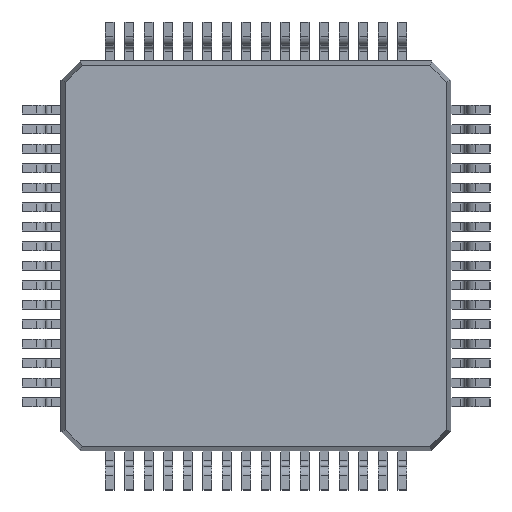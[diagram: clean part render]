
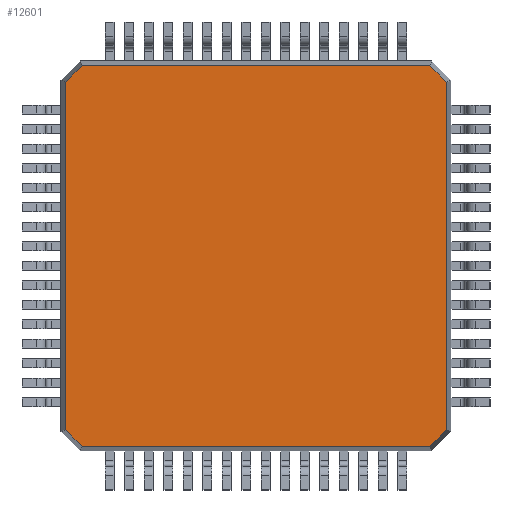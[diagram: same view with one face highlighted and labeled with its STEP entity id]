
A CAD part, front view. The second image highlights one B-rep face of the part: STEP entity #12601.
In plain terms, the highlighted planar face has unit normal (0, -1, 0).
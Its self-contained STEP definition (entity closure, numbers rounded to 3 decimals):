
#296 = DIRECTION ( 'NONE',  ( 0.707, 0., -0.707 ) ) ;
#342 = VECTOR ( 'NONE', #21845, 1000. ) ;
#477 = EDGE_CURVE ( 'NONE', #3618, #10657, #15009, .T. ) ;
#825 = DIRECTION ( 'NONE',  ( 0., 0., 1. ) ) ;
#1153 = EDGE_CURVE ( 'NONE', #26590, #4438, #16689, .T. ) ;
#2059 = VERTEX_POINT ( 'NONE', #5780 ) ;
#3262 = ORIENTED_EDGE ( 'NONE', *, *, #10454, .T. ) ;
#3618 = VERTEX_POINT ( 'NONE', #22141 ) ;
#3627 = CARTESIAN_POINT ( 'NONE',  ( 4.885, 0.15, -4.452 ) ) ;
#3775 = EDGE_CURVE ( 'NONE', #4438, #14119, #23518, .T. ) ;
#4438 = VERTEX_POINT ( 'NONE', #15784 ) ;
#4783 = VECTOR ( 'NONE', #22256, 1000. ) ;
#5667 = ORIENTED_EDGE ( 'NONE', *, *, #17953, .T. ) ;
#5780 = CARTESIAN_POINT ( 'NONE',  ( -4.885, 0.15, -4.452 ) ) ;
#5889 = CARTESIAN_POINT ( 'NONE',  ( 4.5, 0.15, 4.885 ) ) ;
#6003 = ORIENTED_EDGE ( 'NONE', *, *, #26450, .T. ) ;
#6317 = PLANE ( 'NONE',  #9714 ) ;
#6675 = ORIENTED_EDGE ( 'NONE', *, *, #3775, .T. ) ;
#7182 = LINE ( 'NONE', #14332, #4783 ) ;
#7323 = LINE ( 'NONE', #16249, #18068 ) ;
#7466 = CARTESIAN_POINT ( 'NONE',  ( -4.452, 0.15, 4.885 ) ) ;
#8364 = VECTOR ( 'NONE', #26307, 1000. ) ;
#8516 = LINE ( 'NONE', #17428, #8364 ) ;
#9714 = AXIS2_PLACEMENT_3D ( 'NONE', #15241, #14791, #11006 ) ;
#9764 = ORIENTED_EDGE ( 'NONE', *, *, #1153, .T. ) ;
#10121 = CARTESIAN_POINT ( 'NONE',  ( 4.885, 0.15, 4.452 ) ) ;
#10333 = VERTEX_POINT ( 'NONE', #26956 ) ;
#10454 = EDGE_CURVE ( 'NONE', #15350, #26590, #11949, .T. ) ;
#10657 = VERTEX_POINT ( 'NONE', #22406 ) ;
#10701 = VECTOR ( 'NONE', #21191, 1000. ) ;
#11006 = DIRECTION ( 'NONE',  ( 1., 0., 0. ) ) ;
#11213 = CARTESIAN_POINT ( 'NONE',  ( -4.5, 0.15, -4.885 ) ) ;
#11949 = LINE ( 'NONE', #20833, #19254 ) ;
#12601 = ADVANCED_FACE ( 'NONE', ( #28766 ), #6317, .T. ) ;
#12749 = VECTOR ( 'NONE', #296, 1000. ) ;
#14057 = EDGE_CURVE ( 'NONE', #10657, #15350, #8516, .T. ) ;
#14119 = VERTEX_POINT ( 'NONE', #7466 ) ;
#14332 = CARTESIAN_POINT ( 'NONE',  ( -4.885, 0.15, 4.5 ) ) ;
#14791 = DIRECTION ( 'NONE',  ( 0., -1., 0. ) ) ;
#15009 = LINE ( 'NONE', #11213, #342 ) ;
#15241 = CARTESIAN_POINT ( 'NONE',  ( 0., 0.15, 0. ) ) ;
#15350 = VERTEX_POINT ( 'NONE', #3627 ) ;
#15683 = VECTOR ( 'NONE', #25737, 1000. ) ;
#15784 = CARTESIAN_POINT ( 'NONE',  ( 4.452, 0.15, 4.885 ) ) ;
#16249 = CARTESIAN_POINT ( 'NONE',  ( -4.419, 0.15, 4.919 ) ) ;
#16689 = LINE ( 'NONE', #23501, #10701 ) ;
#17428 = CARTESIAN_POINT ( 'NONE',  ( 4.419, 0.15, -4.919 ) ) ;
#17544 = LINE ( 'NONE', #24218, #12749 ) ;
#17953 = EDGE_CURVE ( 'NONE', #14119, #10333, #7323, .T. ) ;
#18068 = VECTOR ( 'NONE', #18293, 1000. ) ;
#18293 = DIRECTION ( 'NONE',  ( -0.707, 0., -0.707 ) ) ;
#19254 = VECTOR ( 'NONE', #825, 1000. ) ;
#20833 = CARTESIAN_POINT ( 'NONE',  ( 4.885, 0.15, -4.5 ) ) ;
#20920 = EDGE_LOOP ( 'NONE', ( #23128, #3262, #9764, #6675, #5667, #6003, #25177, #23120 ) ) ;
#21191 = DIRECTION ( 'NONE',  ( -0.707, 0., 0.707 ) ) ;
#21845 = DIRECTION ( 'NONE',  ( 1., 0., 0. ) ) ;
#22141 = CARTESIAN_POINT ( 'NONE',  ( -4.452, 0.15, -4.885 ) ) ;
#22256 = DIRECTION ( 'NONE',  ( 0., 0., -1. ) ) ;
#22406 = CARTESIAN_POINT ( 'NONE',  ( 4.452, 0.15, -4.885 ) ) ;
#23120 = ORIENTED_EDGE ( 'NONE', *, *, #477, .T. ) ;
#23128 = ORIENTED_EDGE ( 'NONE', *, *, #14057, .T. ) ;
#23501 = CARTESIAN_POINT ( 'NONE',  ( 4.919, 0.15, 4.419 ) ) ;
#23518 = LINE ( 'NONE', #5889, #15683 ) ;
#24218 = CARTESIAN_POINT ( 'NONE',  ( -4.919, 0.15, -4.419 ) ) ;
#25177 = ORIENTED_EDGE ( 'NONE', *, *, #26792, .T. ) ;
#25737 = DIRECTION ( 'NONE',  ( -1., 0., 0. ) ) ;
#26307 = DIRECTION ( 'NONE',  ( 0.707, 0., 0.707 ) ) ;
#26450 = EDGE_CURVE ( 'NONE', #10333, #2059, #7182, .T. ) ;
#26590 = VERTEX_POINT ( 'NONE', #10121 ) ;
#26792 = EDGE_CURVE ( 'NONE', #2059, #3618, #17544, .T. ) ;
#26956 = CARTESIAN_POINT ( 'NONE',  ( -4.885, 0.15, 4.452 ) ) ;
#28766 = FACE_OUTER_BOUND ( 'NONE', #20920, .T. ) ;
